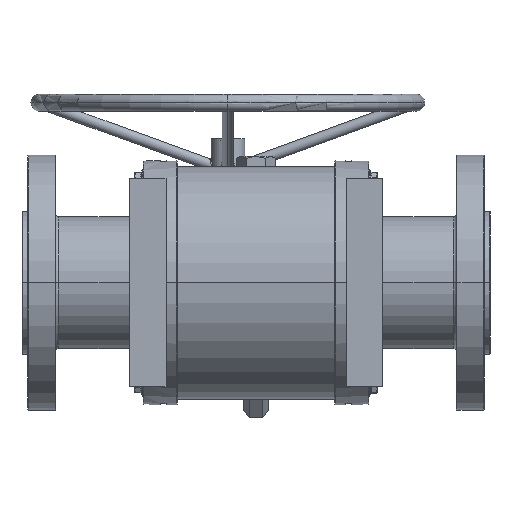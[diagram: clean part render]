
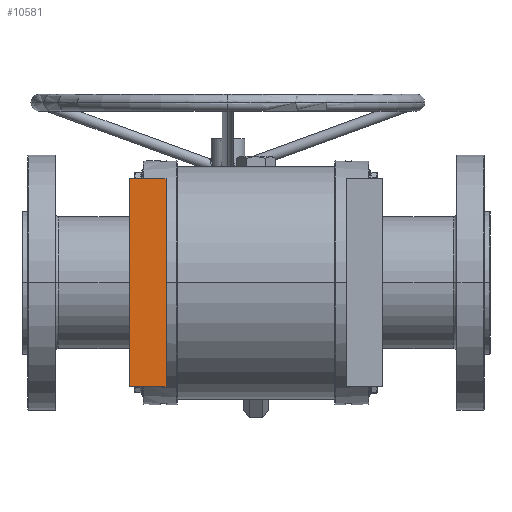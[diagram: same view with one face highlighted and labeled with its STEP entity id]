
A CAD part, front view. The second image highlights one B-rep face of the part: STEP entity #10581.
In plain terms, the highlighted planar face has unit normal (0, -1, 0).
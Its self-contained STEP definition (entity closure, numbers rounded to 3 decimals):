
#373 = ORIENTED_EDGE ( 'NONE', *, *, #26353, .T. ) ;
#4709 = DIRECTION ( 'NONE',  ( 1., 0., 0. ) ) ;
#5628 = DIRECTION ( 'NONE',  ( 0., 0., 1. ) ) ;
#6041 = VERTEX_POINT ( 'NONE', #17201 ) ;
#6266 = LINE ( 'NONE', #27211, #12867 ) ;
#7948 = DIRECTION ( 'NONE',  ( 0., 1., 0. ) ) ;
#7995 = VERTEX_POINT ( 'NONE', #14870 ) ;
#9312 = DIRECTION ( 'NONE',  ( 0., 0., 1. ) ) ;
#10581 = ADVANCED_FACE ( 'NONE', ( #18036 ), #16351, .F. ) ;
#10857 = EDGE_CURVE ( 'NONE', #20664, #6041, #10964, .T. ) ;
#10964 = LINE ( 'NONE', #13597, #20042 ) ;
#11155 = VERTEX_POINT ( 'NONE', #13150 ) ;
#12338 = EDGE_CURVE ( 'NONE', #6041, #7995, #16955, .T. ) ;
#12867 = VECTOR ( 'NONE', #5628, 1000. ) ;
#13150 = CARTESIAN_POINT ( 'NONE',  ( -160., -380., -185. ) ) ;
#13217 = ORIENTED_EDGE ( 'NONE', *, *, #13441, .T. ) ;
#13404 = ORIENTED_EDGE ( 'NONE', *, *, #10857, .F. ) ;
#13441 = EDGE_CURVE ( 'NONE', #11155, #7995, #6266, .T. ) ;
#13597 = CARTESIAN_POINT ( 'NONE',  ( -225., -380., -185. ) ) ;
#14060 = ORIENTED_EDGE ( 'NONE', *, *, #12338, .F. ) ;
#14870 = CARTESIAN_POINT ( 'NONE',  ( -160., -380., 185. ) ) ;
#15276 = VECTOR ( 'NONE', #19109, 1000. ) ;
#16086 = CARTESIAN_POINT ( 'NONE',  ( -200., -380., 0. ) ) ;
#16351 = PLANE ( 'NONE',  #23927 ) ;
#16955 = LINE ( 'NONE', #17230, #24720 ) ;
#17201 = CARTESIAN_POINT ( 'NONE',  ( -225., -380., 185. ) ) ;
#17230 = CARTESIAN_POINT ( 'NONE',  ( -200., -380., 185. ) ) ;
#18036 = FACE_OUTER_BOUND ( 'NONE', #20834, .T. ) ;
#19109 = DIRECTION ( 'NONE',  ( 1., 0., 0. ) ) ;
#20042 = VECTOR ( 'NONE', #9312, 1000. ) ;
#20500 = DIRECTION ( 'NONE',  ( 0., 0., 1. ) ) ;
#20664 = VERTEX_POINT ( 'NONE', #23852 ) ;
#20834 = EDGE_LOOP ( 'NONE', ( #373, #13217, #14060, #13404 ) ) ;
#23852 = CARTESIAN_POINT ( 'NONE',  ( -225., -380., -185. ) ) ;
#23927 = AXIS2_PLACEMENT_3D ( 'NONE', #16086, #7948, #20500 ) ;
#24720 = VECTOR ( 'NONE', #4709, 1000. ) ;
#25040 = CARTESIAN_POINT ( 'NONE',  ( -200., -380., -185. ) ) ;
#25174 = LINE ( 'NONE', #25040, #15276 ) ;
#26353 = EDGE_CURVE ( 'NONE', #20664, #11155, #25174, .T. ) ;
#27211 = CARTESIAN_POINT ( 'NONE',  ( -160., -380., -185. ) ) ;
